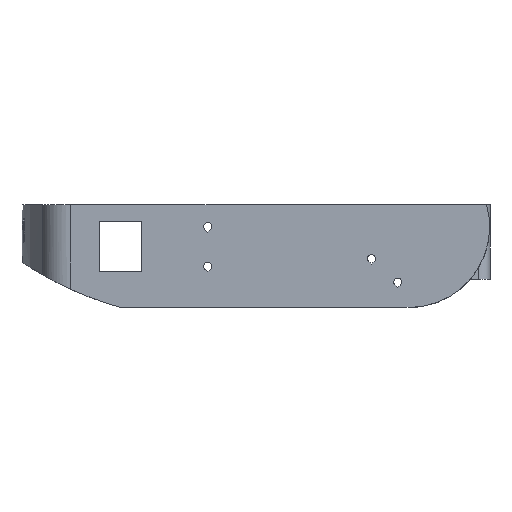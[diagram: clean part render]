
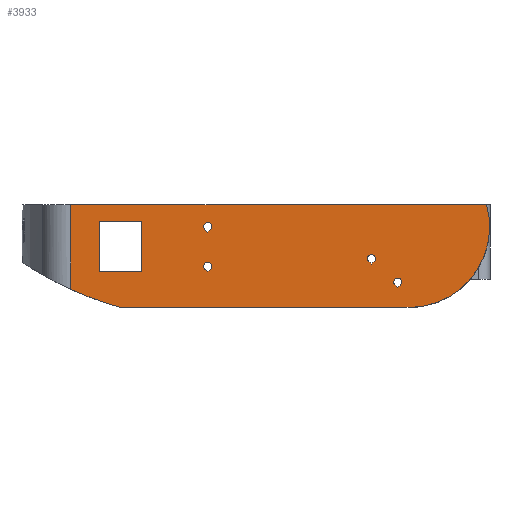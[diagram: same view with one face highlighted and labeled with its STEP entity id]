
A CAD part, front view. The second image highlights one B-rep face of the part: STEP entity #3933.
In plain terms, the highlighted planar face has unit normal (0, -1, 0).
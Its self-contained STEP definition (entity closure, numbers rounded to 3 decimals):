
#229=FACE_BOUND('',#650,.T.);
#230=FACE_BOUND('',#651,.T.);
#231=FACE_BOUND('',#652,.T.);
#232=FACE_BOUND('',#653,.T.);
#233=FACE_BOUND('',#654,.T.);
#317=PLANE('',#4201);
#421=FACE_OUTER_BOUND('',#649,.T.);
#649=EDGE_LOOP('',(#2767,#2768,#2769,#2770,#2771));
#650=EDGE_LOOP('',(#2772,#2773,#2774,#2775));
#651=EDGE_LOOP('',(#2776,#2777,#2778));
#652=EDGE_LOOP('',(#2779,#2780,#2781));
#653=EDGE_LOOP('',(#2782,#2783,#2784));
#654=EDGE_LOOP('',(#2785,#2786,#2787));
#943=LINE('',#5433,#1261);
#947=LINE('',#5443,#1265);
#950=LINE('',#5451,#1268);
#954=LINE('',#5458,#1272);
#955=LINE('',#5465,#1273);
#956=LINE('',#5469,#1274);
#957=LINE('',#5472,#1275);
#958=LINE('',#5475,#1276);
#959=LINE('',#5477,#1277);
#960=LINE('',#5479,#1278);
#961=LINE('',#5480,#1279);
#962=LINE('',#5483,#1280);
#963=LINE('',#5485,#1281);
#964=LINE('',#5489,#1282);
#965=LINE('',#5491,#1283);
#1261=VECTOR('',#4559,10.);
#1265=VECTOR('',#4571,10.);
#1268=VECTOR('',#4576,10.);
#1272=VECTOR('',#4582,10.);
#1273=VECTOR('',#4591,10.);
#1274=VECTOR('',#4594,10.);
#1275=VECTOR('',#4597,10.);
#1276=VECTOR('',#4598,10.);
#1277=VECTOR('',#4599,10.);
#1278=VECTOR('',#4600,10.);
#1279=VECTOR('',#4601,10.);
#1280=VECTOR('',#4602,10.);
#1281=VECTOR('',#4603,10.);
#1282=VECTOR('',#4606,10.);
#1283=VECTOR('',#4607,10.);
#1580=CIRCLE('',#4194,1.702);
#1581=CIRCLE('',#4199,1.7);
#1583=CIRCLE('',#4202,148.902);
#1584=CIRCLE('',#4203,34.477);
#1585=CIRCLE('',#4204,1.75);
#1586=CIRCLE('',#4205,1.75);
#1717=VERTEX_POINT('',#5430);
#1718=VERTEX_POINT('',#5432);
#1720=VERTEX_POINT('',#5438);
#1723=VERTEX_POINT('',#5448);
#1724=VERTEX_POINT('',#5450);
#1726=VERTEX_POINT('',#5456);
#1727=VERTEX_POINT('',#5463);
#1728=VERTEX_POINT('',#5464);
#1729=VERTEX_POINT('',#5466);
#1730=VERTEX_POINT('',#5468);
#1731=VERTEX_POINT('',#5470);
#1732=VERTEX_POINT('',#5473);
#1733=VERTEX_POINT('',#5474);
#1734=VERTEX_POINT('',#5476);
#1735=VERTEX_POINT('',#5478);
#1736=VERTEX_POINT('',#5481);
#1737=VERTEX_POINT('',#5482);
#1738=VERTEX_POINT('',#5484);
#1739=VERTEX_POINT('',#5487);
#1740=VERTEX_POINT('',#5488);
#1741=VERTEX_POINT('',#5490);
#2127=EDGE_CURVE('',#1718,#1717,#943,.T.);
#2130=EDGE_CURVE('',#1720,#1718,#1580,.T.);
#2133=EDGE_CURVE('',#1717,#1720,#947,.T.);
#2136=EDGE_CURVE('',#1724,#1723,#950,.T.);
#2140=EDGE_CURVE('',#1723,#1726,#954,.T.);
#2141=EDGE_CURVE('',#1726,#1724,#1581,.T.);
#2143=EDGE_CURVE('',#1727,#1728,#955,.T.);
#2144=EDGE_CURVE('',#1727,#1729,#1583,.T.);
#2145=EDGE_CURVE('',#1730,#1729,#956,.T.);
#2146=EDGE_CURVE('',#1730,#1731,#1584,.T.);
#2147=EDGE_CURVE('',#1728,#1731,#957,.T.);
#2148=EDGE_CURVE('',#1732,#1733,#958,.T.);
#2149=EDGE_CURVE('',#1733,#1734,#959,.T.);
#2150=EDGE_CURVE('',#1734,#1735,#960,.T.);
#2151=EDGE_CURVE('',#1735,#1732,#961,.T.);
#2152=EDGE_CURVE('',#1736,#1737,#962,.T.);
#2153=EDGE_CURVE('',#1737,#1738,#963,.T.);
#2154=EDGE_CURVE('',#1738,#1736,#1585,.T.);
#2155=EDGE_CURVE('',#1739,#1740,#964,.T.);
#2156=EDGE_CURVE('',#1740,#1741,#965,.T.);
#2157=EDGE_CURVE('',#1741,#1739,#1586,.T.);
#2767=ORIENTED_EDGE('',*,*,#2143,.F.);
#2768=ORIENTED_EDGE('',*,*,#2144,.T.);
#2769=ORIENTED_EDGE('',*,*,#2145,.F.);
#2770=ORIENTED_EDGE('',*,*,#2146,.T.);
#2771=ORIENTED_EDGE('',*,*,#2147,.F.);
#2772=ORIENTED_EDGE('',*,*,#2148,.T.);
#2773=ORIENTED_EDGE('',*,*,#2149,.T.);
#2774=ORIENTED_EDGE('',*,*,#2150,.T.);
#2775=ORIENTED_EDGE('',*,*,#2151,.T.);
#2776=ORIENTED_EDGE('',*,*,#2152,.T.);
#2777=ORIENTED_EDGE('',*,*,#2153,.T.);
#2778=ORIENTED_EDGE('',*,*,#2154,.T.);
#2779=ORIENTED_EDGE('',*,*,#2155,.T.);
#2780=ORIENTED_EDGE('',*,*,#2156,.T.);
#2781=ORIENTED_EDGE('',*,*,#2157,.T.);
#2782=ORIENTED_EDGE('',*,*,#2136,.T.);
#2783=ORIENTED_EDGE('',*,*,#2140,.T.);
#2784=ORIENTED_EDGE('',*,*,#2141,.T.);
#2785=ORIENTED_EDGE('',*,*,#2130,.T.);
#2786=ORIENTED_EDGE('',*,*,#2127,.T.);
#2787=ORIENTED_EDGE('',*,*,#2133,.T.);
#3933=ADVANCED_FACE('',(#421,#229,#230,#231,#232,#233),#317,.T.);
#4194=AXIS2_PLACEMENT_3D('',#5439,#4565,#4566);
#4199=AXIS2_PLACEMENT_3D('',#5460,#4585,#4586);
#4201=AXIS2_PLACEMENT_3D('',#5462,#4589,#4590);
#4202=AXIS2_PLACEMENT_3D('',#5467,#4592,#4593);
#4203=AXIS2_PLACEMENT_3D('',#5471,#4595,#4596);
#4204=AXIS2_PLACEMENT_3D('',#5486,#4604,#4605);
#4205=AXIS2_PLACEMENT_3D('',#5492,#4608,#4609);
#4559=DIRECTION('',(-0.727,0.,-0.687));
#4565=DIRECTION('center_axis',(0.,1.,0.));
#4566=DIRECTION('ref_axis',(-0.696,0.,-0.718));
#4571=DIRECTION('',(-0.687,0.,0.727));
#4576=DIRECTION('',(-0.72,0.,-0.694));
#4582=DIRECTION('',(-0.694,0.,0.72));
#4585=DIRECTION('center_axis',(0.,1.,0.));
#4586=DIRECTION('ref_axis',(1.,0.,0.));
#4589=DIRECTION('center_axis',(0.,-1.,0.));
#4590=DIRECTION('ref_axis',(1.,0.,0.));
#4591=DIRECTION('',(0.,0.,1.));
#4592=DIRECTION('center_axis',(0.,-1.,0.));
#4593=DIRECTION('ref_axis',(0.024,0.,-1.));
#4594=DIRECTION('',(-1.,0.,0.));
#4595=DIRECTION('center_axis',(0.,-1.,0.));
#4596=DIRECTION('ref_axis',(0.961,0.,0.276));
#4597=DIRECTION('',(1.,0.,0.));
#4598=DIRECTION('',(-1.,0.,0.));
#4599=DIRECTION('',(0.,0.,1.));
#4600=DIRECTION('',(1.,0.,0.));
#4601=DIRECTION('',(0.,0.,-1.));
#4602=DIRECTION('',(-0.734,0.,-0.679));
#4603=DIRECTION('',(-0.728,0.,0.685));
#4604=DIRECTION('center_axis',(0.,1.,0.));
#4605=DIRECTION('ref_axis',(-0.577,0.,-0.817));
#4606=DIRECTION('',(-0.775,0.,-0.632));
#4607=DIRECTION('',(-0.768,0.,0.641));
#4608=DIRECTION('center_axis',(0.,1.,0.));
#4609=DIRECTION('ref_axis',(-0.492,0.,-0.87));
#5430=CARTESIAN_POINT('',(63.506,-65.,8.491));
#5432=CARTESIAN_POINT('',(64.687,-65.,9.607));
#5433=CARTESIAN_POINT('',(22.169,-65.,-30.58));
#5438=CARTESIAN_POINT('',(62.39,-65.,9.672));
#5439=CARTESIAN_POINT('Origin',(63.574,-65.,10.894));
#5443=CARTESIAN_POINT('',(30.032,-65.,43.907));
#5448=CARTESIAN_POINT('',(52.32,-65.,18.434));
#5450=CARTESIAN_POINT('',(53.543,-65.,19.614));
#5451=CARTESIAN_POINT('',(12.146,-65.,-20.316));
#5456=CARTESIAN_POINT('',(51.14,-65.,19.657));
#5458=CARTESIAN_POINT('',(23.244,-65.,48.579));
#5460=CARTESIAN_POINT('Origin',(52.363,-65.,20.838));
#5462=CARTESIAN_POINT('Origin',(-85.,-65.,0.));
#5463=CARTESIAN_POINT('',(-76.167,-65.,7.804));
#5464=CARTESIAN_POINT('',(-76.167,-65.,44.));
#5465=CARTESIAN_POINT('',(-76.167,-65.,0.));
#5466=CARTESIAN_POINT('',(-54.968,-65.,0.));
#5467=CARTESIAN_POINT('Origin',(-14.277,-65.,143.234));
#5468=CARTESIAN_POINT('',(68.387,-65.,0.));
#5469=CARTESIAN_POINT('',(85.,-65.,0.));
#5470=CARTESIAN_POINT('',(101.523,-65.,44.));
#5471=CARTESIAN_POINT('Origin',(68.387,-65.,34.477));
#5472=CARTESIAN_POINT('',(85.,-65.,44.));
#5473=CARTESIAN_POINT('',(-45.935,-65.,15.466));
#5474=CARTESIAN_POINT('',(-64.,-65.,15.466));
#5475=CARTESIAN_POINT('',(-74.5,-65.,15.466));
#5476=CARTESIAN_POINT('',(-64.,-65.,36.955));
#5477=CARTESIAN_POINT('',(-64.,-65.,18.477));
#5478=CARTESIAN_POINT('',(-45.935,-65.,36.955));
#5479=CARTESIAN_POINT('',(-65.468,-65.,36.955));
#5480=CARTESIAN_POINT('',(-45.935,-65.,7.733));
#5481=CARTESIAN_POINT('',(-16.373,-65.,33.339));
#5482=CARTESIAN_POINT('',(-17.631,-65.,32.175));
#5483=CARTESIAN_POINT('',(-43.812,-65.,7.971));
#5484=CARTESIAN_POINT('',(-18.996,-65.,33.46));
#5485=CARTESIAN_POINT('',(-28.15,-65.,42.074));
#5486=CARTESIAN_POINT('Origin',(-17.631,-65.,34.555));
#5487=CARTESIAN_POINT('',(-16.368,-65.,16.343));
#5488=CARTESIAN_POINT('',(-17.631,-65.,15.313));
#5489=CARTESIAN_POINT('',(-41.606,-65.,-4.246));
#5490=CARTESIAN_POINT('',(-18.975,-65.,16.434));
#5491=CARTESIAN_POINT('',(-34.402,-65.,29.301));
#5492=CARTESIAN_POINT('Origin',(-17.631,-65.,17.555));
